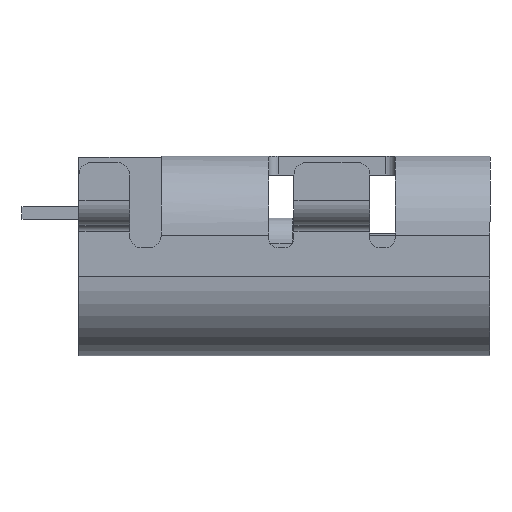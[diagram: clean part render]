
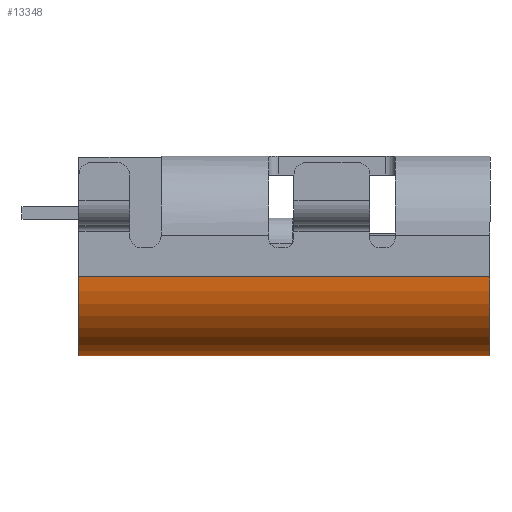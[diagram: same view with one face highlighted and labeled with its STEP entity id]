
A CAD part, left-side view. The second image highlights one B-rep face of the part: STEP entity #13348.
In plain terms, the highlighted cylindrical face has radius 1.25 mm (diameter 2.5 mm), a partial arc.
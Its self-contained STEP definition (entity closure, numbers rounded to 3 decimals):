
#802=DIRECTION('',(0.,1.,0.));
#803=VECTOR('',#802,6.5);
#804=CARTESIAN_POINT('',(-7.265,-11.6,8.29));
#805=LINE('',#804,#803);
#806=DIRECTION('',(0.,-1.,0.));
#807=VECTOR('',#806,6.5);
#808=CARTESIAN_POINT('',(-8.515,-5.1,9.54));
#809=LINE('',#808,#807);
#1536=CARTESIAN_POINT('',(-7.265,-11.6,
9.54));
#1537=DIRECTION('',(0.,1.,0.));
#1538=DIRECTION('',(0.,0.,-1.));
#1539=AXIS2_PLACEMENT_3D('',#1536,#1537,#1538);
#2501=CARTESIAN_POINT('',(-7.265,-5.1,
9.54));
#2502=DIRECTION('',(0.,-1.,0.));
#2503=DIRECTION('',(-1.,0.,0.));
#2504=AXIS2_PLACEMENT_3D('',#2501,#2502,#2503);
#11059=CARTESIAN_POINT('',(-8.515,-5.1,
9.54));
#11060=CARTESIAN_POINT('',(-8.515,-11.6,
9.54));
#11061=VERTEX_POINT('',#11059);
#11062=VERTEX_POINT('',#11060);
#11101=CARTESIAN_POINT('',(-7.265,-11.6,
8.29));
#11102=CARTESIAN_POINT('',(-7.265,-5.1,
8.29));
#11103=VERTEX_POINT('',#11101);
#11104=VERTEX_POINT('',#11102);
#13334=CARTESIAN_POINT('',(-7.265,6056930.091,
9.54));
#13335=DIRECTION('',(0.,-1.,0.));
#13336=DIRECTION('',(1.,0.,0.));
#13337=AXIS2_PLACEMENT_3D('',#13334,#13335,#13336);
#13338=CYLINDRICAL_SURFACE('',#13337,1.25);
#13340=ORIENTED_EDGE('',*,*,#13339,.T.);
#13342=ORIENTED_EDGE('',*,*,#13341,.F.);
#13343=ORIENTED_EDGE('',*,*,#13283,.T.);
#13345=ORIENTED_EDGE('',*,*,#13344,.F.);
#13346=EDGE_LOOP('',(#13340,#13342,#13343,#13345));
#13347=FACE_OUTER_BOUND('',#13346,.F.);
#1540=CIRCLE('',#1539,1.25);
#2505=CIRCLE('',#2504,1.25);
#13283=EDGE_CURVE('',#11061,#11062,#809,.T.);
#13339=EDGE_CURVE('',#11103,#11104,#805,.T.);
#13341=EDGE_CURVE('',#11061,#11104,#2505,.T.);
#13344=EDGE_CURVE('',#11103,#11062,#1540,.T.);
#13348=ADVANCED_FACE('',(#13347),#13338,.T.);
